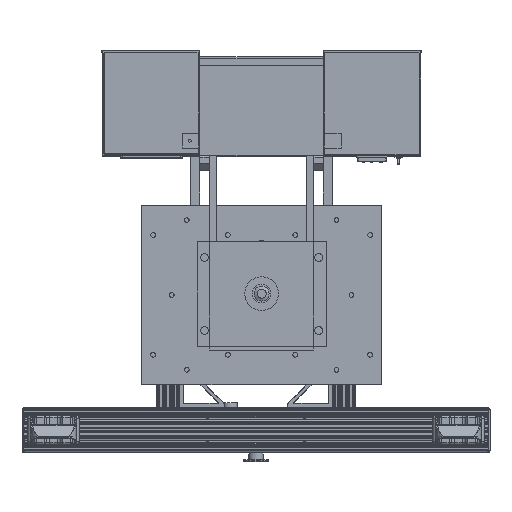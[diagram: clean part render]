
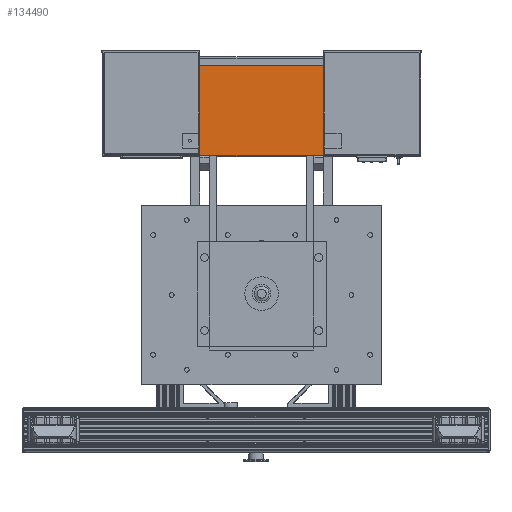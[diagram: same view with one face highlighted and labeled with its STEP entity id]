
A CAD part, top view. The second image highlights one B-rep face of the part: STEP entity #134490.
In plain terms, the highlighted planar face has unit normal (0, 0, 1).
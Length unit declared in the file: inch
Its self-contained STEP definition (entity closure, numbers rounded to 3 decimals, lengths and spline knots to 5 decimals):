
#134451=CARTESIAN_POINT('',(-4.125,9.25,43.5));
#134452=VERTEX_POINT('',#134451);
#134453=CARTESIAN_POINT('',(-4.125,3.25,43.5));
#134454=VERTEX_POINT('',#134453);
#134455=CARTESIAN_POINT('',(-4.125,9.25,43.5));
#134456=DIRECTION('',(0.,-1.,0.));
#134457=VECTOR('',#134456,1.);
#134458=LINE('',#134455,#134457);
#134459=EDGE_CURVE('',#134452,#134454,#134458,.T.);
#134460=ORIENTED_EDGE('',*,*,#134459,.T.);
#134461=CARTESIAN_POINT('',(4.125,3.25,43.5));
#134462=VERTEX_POINT('',#134461);
#134463=CARTESIAN_POINT('',(-3.5,3.25,43.5));
#134464=DIRECTION('',(1.,0.,0.));
#134465=VECTOR('',#134464,1.);
#134466=LINE('',#134463,#134465);
#134467=EDGE_CURVE('',#134454,#134462,#134466,.T.);
#134468=ORIENTED_EDGE('',*,*,#134467,.T.);
#134469=CARTESIAN_POINT('',(4.125,9.25,43.5));
#134470=VERTEX_POINT('',#134469);
#134471=CARTESIAN_POINT('',(4.125,9.25,43.5));
#134472=DIRECTION('',(0.,-1.,0.));
#134473=VECTOR('',#134472,1.);
#134474=LINE('',#134471,#134473);
#134475=EDGE_CURVE('',#134470,#134462,#134474,.T.);
#134476=ORIENTED_EDGE('',*,*,#134475,.F.);
#134477=CARTESIAN_POINT('',(-3.5,9.25,43.5));
#134478=DIRECTION('',(-1.,0.,0.));
#134479=VECTOR('',#134478,1.);
#134480=LINE('',#134477,#134479);
#134481=EDGE_CURVE('',#134470,#134452,#134480,.T.);
#134482=ORIENTED_EDGE('',*,*,#134481,.T.);
#134483=EDGE_LOOP('',(#134460,#134468,#134476,#134482));
#134484=FACE_OUTER_BOUND('',#134483,.T.);
#134485=CARTESIAN_POINT('',(-4.125,9.25,43.5));
#134486=DIRECTION('',(0.,0.,1.));
#134487=DIRECTION('',(1.,0.,0.));
#134488=AXIS2_PLACEMENT_3D('',#134485,#134486,#134487);
#134489=PLANE('',#134488);
#134490=ADVANCED_FACE('',(#134484),#134489,.T.);
